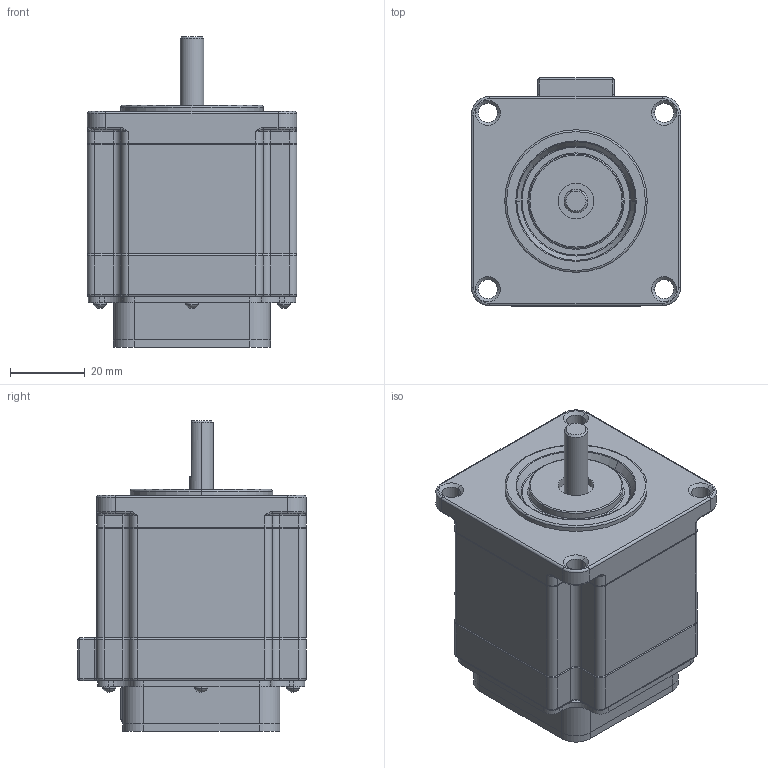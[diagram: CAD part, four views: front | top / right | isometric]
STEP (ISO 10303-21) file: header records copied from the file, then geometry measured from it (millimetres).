
FILE_DESCRIPTION(('FreeCAD Model'),'2;1');
FILE_NAME('Open CASCADE Shape Model','2024-08-13T09:02:24',('Author'),( ''),'Open CASCADE STEP processor 7.6','FreeCAD','Unknown');
FILE_SCHEMA(('AUTOMOTIVE_DESIGN { 1 0 10303 214 1 1 1 1 }'));
Length unit declared in the file: millimetre
Products named in the file (1): base_stepping_motor_003
Bounding box: 56 x 61 x 83.1 mm (x, y, z)
Volume: 167503.7 mm3; surface area: 42564 mm2
Topology: 9 solids, 10 shells, 390 faces, 921 edges, 545 vertices
Faces by surface type: cylinder 173, plane 114, torus 70, cone 13, sphere 12, bspline 8
Entity records: 14097 total; most frequent: CARTESIAN_POINT 2255, DIRECTION 2061, ORIENTED_EDGE 1818, EDGE_CURVE 909, AXIS2_PLACEMENT_3D 803, VERTEX_POINT 545, LINE 455, VECTOR 455
